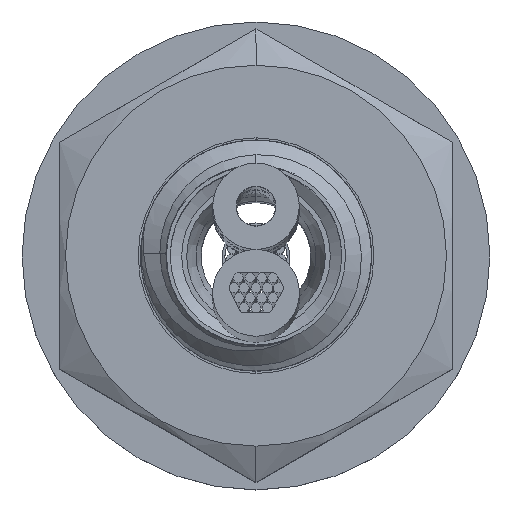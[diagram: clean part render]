
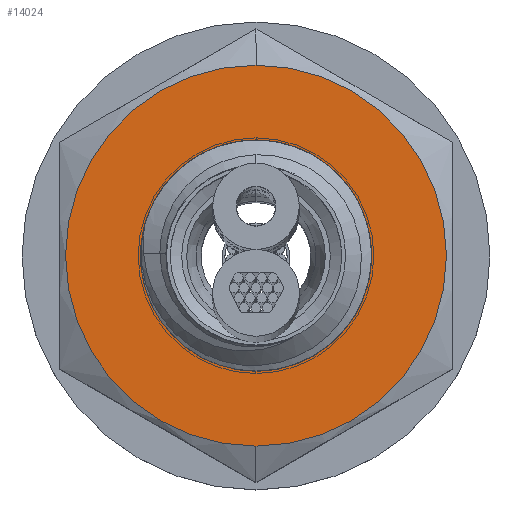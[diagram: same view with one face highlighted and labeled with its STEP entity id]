
A CAD part, top view. The second image highlights one B-rep face of the part: STEP entity #14024.
In plain terms, the highlighted face is planar.
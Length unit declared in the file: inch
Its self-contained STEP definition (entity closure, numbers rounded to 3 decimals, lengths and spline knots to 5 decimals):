
#13275=CARTESIAN_POINT('',(0.,0.13696,0.));
#13276=DIRECTION('',(0.,1.,0.));
#13277=DIRECTION('',(0.,0.,1.));
#13278=AXIS2_PLACEMENT_3D('',#13275,#13276,#13277);
#13288=CARTESIAN_POINT('',(0.,0.13696,0.));
#13289=DIRECTION('',(0.,1.,0.));
#13290=DIRECTION('',(0.,0.,-1.));
#13291=AXIS2_PLACEMENT_3D('',#13288,#13289,#13290);
#13886=CARTESIAN_POINT('',(0.,0.13696,0.));
#13887=DIRECTION('',(0.,-1.,0.));
#13888=DIRECTION('',(0.,0.,1.));
#13889=AXIS2_PLACEMENT_3D('',#13886,#13887,#13888);
#13895=CARTESIAN_POINT('',(0.,0.13696,0.));
#13896=DIRECTION('',(0.,-1.,0.));
#13897=DIRECTION('',(0.,0.,-1.));
#13898=AXIS2_PLACEMENT_3D('',#13895,#13896,#13897);
#13909=CARTESIAN_POINT('',(0.,0.13696,0.19093));
#13910=CARTESIAN_POINT('',(0.,0.13696,-0.19093));
#13911=VERTEX_POINT('',#13909);
#13912=VERTEX_POINT('',#13910);
#13941=CARTESIAN_POINT('',(0.,0.13696,-0.10462));
#13942=VERTEX_POINT('',#13941);
#13967=CARTESIAN_POINT('',(0.,0.13696,0.10462));
#13968=VERTEX_POINT('',#13967);
#14008=CARTESIAN_POINT('',(0.09843,0.13696,0.));
#14009=DIRECTION('',(0.,1.,0.));
#14010=DIRECTION('',(0.,0.,1.));
#14011=AXIS2_PLACEMENT_3D('',#14008,#14009,#14010);
#14012=PLANE('',#14011);
#14013=ORIENTED_EDGE('',*,*,#13993,.F.);
#14015=ORIENTED_EDGE('',*,*,#14014,.F.);
#14016=EDGE_LOOP('',(#14013,#14015));
#14017=FACE_OUTER_BOUND('',#14016,.F.);
#14019=ORIENTED_EDGE('',*,*,#14018,.F.);
#14021=ORIENTED_EDGE('',*,*,#14020,.F.);
#14022=EDGE_LOOP('',(#14019,#14021));
#14023=FACE_BOUND('',#14022,.F.);
#14024=ADVANCED_FACE('',(#14017,#14023),#14012,.T.);
#13279=CIRCLE('',#13278,0.19093);
#13292=CIRCLE('',#13291,0.19093);
#13890=CIRCLE('',#13889,0.10462);
#13899=CIRCLE('',#13898,0.10462);
#13993=EDGE_CURVE('',#13911,#13912,#13279,.T.);
#14014=EDGE_CURVE('',#13912,#13911,#13292,.T.);
#14018=EDGE_CURVE('',#13942,#13968,#13899,.T.);
#14020=EDGE_CURVE('',#13968,#13942,#13890,.T.);
